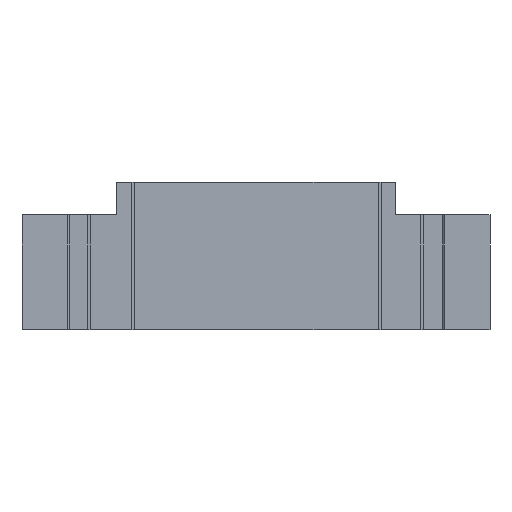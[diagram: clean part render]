
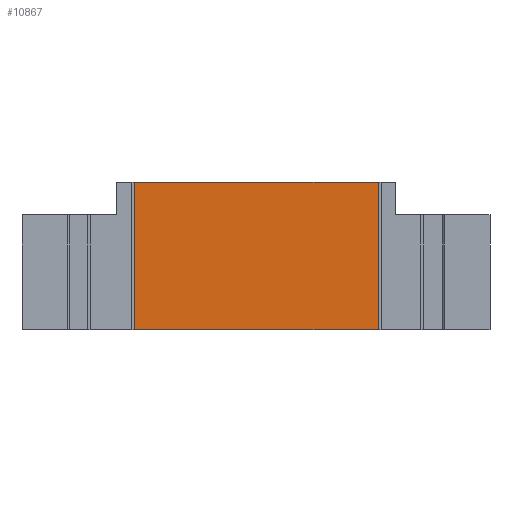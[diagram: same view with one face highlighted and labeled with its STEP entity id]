
A CAD part, front view. The second image highlights one B-rep face of the part: STEP entity #10867.
In plain terms, the highlighted planar face has unit normal (0, -1, 0).
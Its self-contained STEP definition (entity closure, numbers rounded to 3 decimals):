
#3351 = PLANE('',#3352);
#3352 = AXIS2_PLACEMENT_3D('',#3353,#3354,#3355);
#3353 = CARTESIAN_POINT('',(12.7,-19.9,5.));
#3354 = DIRECTION('',(0.,0.,1.));
#3355 = DIRECTION('',(0.,1.,0.));
#6405 = EDGE_CURVE('',#6406,#6408,#6410,.T.);
#6406 = VERTEX_POINT('',#6407);
#6407 = CARTESIAN_POINT('',(-8.25,-19.9,5.));
#6408 = VERTEX_POINT('',#6409);
#6409 = CARTESIAN_POINT('',(8.3,-19.9,5.));
#6410 = SURFACE_CURVE('',#6411,(#6415,#6422),.PCURVE_S1.);
#6411 = LINE('',#6412,#6413);
#6412 = CARTESIAN_POINT('',(-8.25,-19.9,5.));
#6413 = VECTOR('',#6414,1.);
#6414 = DIRECTION('',(1.,0.,0.));
#6415 = PCURVE('',#3351,#6416);
#6416 = DEFINITIONAL_REPRESENTATION('',(#6417),#6421);
#6417 = LINE('',#6418,#6419);
#6418 = CARTESIAN_POINT('',(0.,20.95));
#6419 = VECTOR('',#6420,1.);
#6420 = DIRECTION('',(0.,-1.));
#6421 = ( GEOMETRIC_REPRESENTATION_CONTEXT(2) 
PARAMETRIC_REPRESENTATION_CONTEXT() REPRESENTATION_CONTEXT('2D SPACE',''
  ) );
#6422 = PCURVE('',#6423,#6428);
#6423 = PLANE('',#6424);
#6424 = AXIS2_PLACEMENT_3D('',#6425,#6426,#6427);
#6425 = CARTESIAN_POINT('',(-9.5,-19.9,5.));
#6426 = DIRECTION('',(0.,1.,0.));
#6427 = DIRECTION('',(0.,0.,-1.));
#6428 = DEFINITIONAL_REPRESENTATION('',(#6429),#6433);
#6429 = LINE('',#6430,#6431);
#6430 = CARTESIAN_POINT('',(0.,-1.25));
#6431 = VECTOR('',#6432,1.);
#6432 = DIRECTION('',(0.,-1.));
#6433 = ( GEOMETRIC_REPRESENTATION_CONTEXT(2) 
PARAMETRIC_REPRESENTATION_CONTEXT() REPRESENTATION_CONTEXT('2D SPACE',''
  ) );
#6451 = PLANE('',#6452);
#6452 = AXIS2_PLACEMENT_3D('',#6453,#6454,#6455);
#6453 = CARTESIAN_POINT('',(8.3,-19.3,5.));
#6454 = DIRECTION('',(1.,0.,0.));
#6455 = DIRECTION('',(0.,0.,-1.));
#6706 = PLANE('',#6707);
#6707 = AXIS2_PLACEMENT_3D('',#6708,#6709,#6710);
#6708 = CARTESIAN_POINT('',(-8.25,-19.9,5.));
#6709 = DIRECTION('',(1.,0.,0.));
#6710 = DIRECTION('',(0.,0.,-1.));
#7826 = PLANE('',#7827);
#7827 = AXIS2_PLACEMENT_3D('',#7828,#7829,#7830);
#7828 = CARTESIAN_POINT('',(15.9,-20.,-5.));
#7829 = DIRECTION('',(0.,0.,-1.));
#7830 = DIRECTION('',(-1.,0.,0.));
#10867 = ADVANCED_FACE('',(#10868),#6423,.F.);
#10868 = FACE_BOUND('',#10869,.F.);
#10869 = EDGE_LOOP('',(#10870,#10893,#10916,#10937));
#10870 = ORIENTED_EDGE('',*,*,#10871,.T.);
#10871 = EDGE_CURVE('',#6408,#10872,#10874,.T.);
#10872 = VERTEX_POINT('',#10873);
#10873 = CARTESIAN_POINT('',(8.3,-19.9,-5.));
#10874 = SURFACE_CURVE('',#10875,(#10879,#10886),.PCURVE_S1.);
#10875 = LINE('',#10876,#10877);
#10876 = CARTESIAN_POINT('',(8.3,-19.9,-1.1));
#10877 = VECTOR('',#10878,1.);
#10878 = DIRECTION('',(0.,0.,-1.));
#10879 = PCURVE('',#6423,#10880);
#10880 = DEFINITIONAL_REPRESENTATION('',(#10881),#10885);
#10881 = LINE('',#10882,#10883);
#10882 = CARTESIAN_POINT('',(6.1,-17.8));
#10883 = VECTOR('',#10884,1.);
#10884 = DIRECTION('',(1.,0.));
#10885 = ( GEOMETRIC_REPRESENTATION_CONTEXT(2) 
PARAMETRIC_REPRESENTATION_CONTEXT() REPRESENTATION_CONTEXT('2D SPACE',''
  ) );
#10886 = PCURVE('',#6451,#10887);
#10887 = DEFINITIONAL_REPRESENTATION('',(#10888),#10892);
#10888 = LINE('',#10889,#10890);
#10889 = CARTESIAN_POINT('',(6.1,-0.6));
#10890 = VECTOR('',#10891,1.);
#10891 = DIRECTION('',(1.,0.));
#10892 = ( GEOMETRIC_REPRESENTATION_CONTEXT(2) 
PARAMETRIC_REPRESENTATION_CONTEXT() REPRESENTATION_CONTEXT('2D SPACE',''
  ) );
#10893 = ORIENTED_EDGE('',*,*,#10894,.F.);
#10894 = EDGE_CURVE('',#10895,#10872,#10897,.T.);
#10895 = VERTEX_POINT('',#10896);
#10896 = CARTESIAN_POINT('',(-8.25,-19.9,-5.));
#10897 = SURFACE_CURVE('',#10898,(#10902,#10909),.PCURVE_S1.);
#10898 = LINE('',#10899,#10900);
#10899 = CARTESIAN_POINT('',(-12.7,-19.9,-5.));
#10900 = VECTOR('',#10901,1.);
#10901 = DIRECTION('',(1.,0.,0.));
#10902 = PCURVE('',#6423,#10903);
#10903 = DEFINITIONAL_REPRESENTATION('',(#10904),#10908);
#10904 = LINE('',#10905,#10906);
#10905 = CARTESIAN_POINT('',(10.,3.2));
#10906 = VECTOR('',#10907,1.);
#10907 = DIRECTION('',(0.,-1.));
#10908 = ( GEOMETRIC_REPRESENTATION_CONTEXT(2) 
PARAMETRIC_REPRESENTATION_CONTEXT() REPRESENTATION_CONTEXT('2D SPACE',''
  ) );
#10909 = PCURVE('',#7826,#10910);
#10910 = DEFINITIONAL_REPRESENTATION('',(#10911),#10915);
#10911 = LINE('',#10912,#10913);
#10912 = CARTESIAN_POINT('',(28.6,0.1));
#10913 = VECTOR('',#10914,1.);
#10914 = DIRECTION('',(-1.,0.));
#10915 = ( GEOMETRIC_REPRESENTATION_CONTEXT(2) 
PARAMETRIC_REPRESENTATION_CONTEXT() REPRESENTATION_CONTEXT('2D SPACE',''
  ) );
#10916 = ORIENTED_EDGE('',*,*,#10917,.F.);
#10917 = EDGE_CURVE('',#6406,#10895,#10918,.T.);
#10918 = SURFACE_CURVE('',#10919,(#10923,#10930),.PCURVE_S1.);
#10919 = LINE('',#10920,#10921);
#10920 = CARTESIAN_POINT('',(-8.25,-19.9,5.));
#10921 = VECTOR('',#10922,1.);
#10922 = DIRECTION('',(0.,0.,-1.));
#10923 = PCURVE('',#6423,#10924);
#10924 = DEFINITIONAL_REPRESENTATION('',(#10925),#10929);
#10925 = LINE('',#10926,#10927);
#10926 = CARTESIAN_POINT('',(0.,-1.25));
#10927 = VECTOR('',#10928,1.);
#10928 = DIRECTION('',(1.,0.));
#10929 = ( GEOMETRIC_REPRESENTATION_CONTEXT(2) 
PARAMETRIC_REPRESENTATION_CONTEXT() REPRESENTATION_CONTEXT('2D SPACE',''
  ) );
#10930 = PCURVE('',#6706,#10931);
#10931 = DEFINITIONAL_REPRESENTATION('',(#10932),#10936);
#10932 = LINE('',#10933,#10934);
#10933 = CARTESIAN_POINT('',(0.,0.));
#10934 = VECTOR('',#10935,1.);
#10935 = DIRECTION('',(1.,0.));
#10936 = ( GEOMETRIC_REPRESENTATION_CONTEXT(2) 
PARAMETRIC_REPRESENTATION_CONTEXT() REPRESENTATION_CONTEXT('2D SPACE',''
  ) );
#10937 = ORIENTED_EDGE('',*,*,#6405,.T.);
